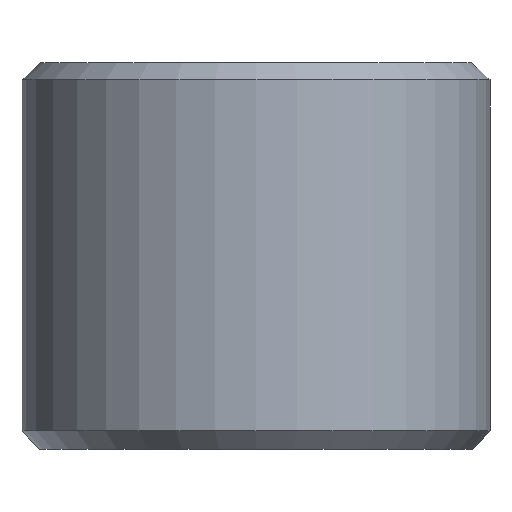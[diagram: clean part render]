
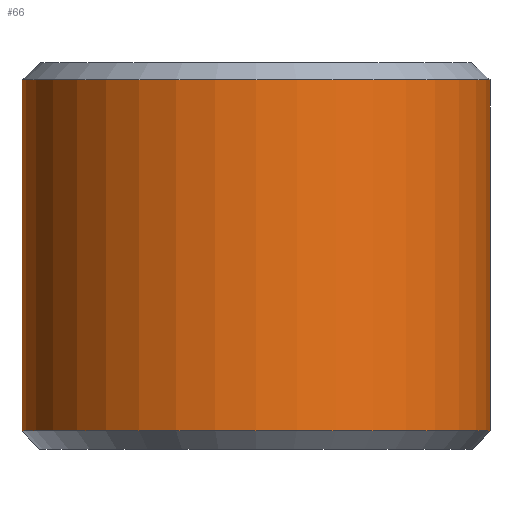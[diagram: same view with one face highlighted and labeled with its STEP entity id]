
A CAD part, front view. The second image highlights one B-rep face of the part: STEP entity #66.
In plain terms, the highlighted cylindrical face has radius 31.75 mm (diameter 63.5 mm), a full revolution.
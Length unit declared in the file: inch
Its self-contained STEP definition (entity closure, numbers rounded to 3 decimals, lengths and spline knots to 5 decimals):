
#17=CYLINDRICAL_SURFACE('',#87,1.25);
#19=FACE_OUTER_BOUND('',#24,.T.);
#24=EDGE_LOOP('',(#53,#54,#55,#56));
#29=LINE('',#126,#32);
#32=VECTOR('',#106,1.25);
#34=CIRCLE('',#85,1.25);
#36=CIRCLE('',#88,1.25);
#38=VERTEX_POINT('',#118);
#40=VERTEX_POINT('',#124);
#42=EDGE_CURVE('',#38,#38,#34,.T.);
#45=EDGE_CURVE('',#40,#40,#36,.T.);
#46=EDGE_CURVE('',#40,#38,#29,.T.);
#53=ORIENTED_EDGE('',*,*,#45,.F.);
#54=ORIENTED_EDGE('',*,*,#46,.T.);
#55=ORIENTED_EDGE('',*,*,#42,.F.);
#56=ORIENTED_EDGE('',*,*,#46,.F.);
#66=ADVANCED_FACE('',(#19),#17,.T.);
#85=AXIS2_PLACEMENT_3D('',#119,#97,#98);
#87=AXIS2_PLACEMENT_3D('',#123,#102,#103);
#88=AXIS2_PLACEMENT_3D('',#125,#104,#105);
#97=DIRECTION('center_axis',(0.,0.,-1.));
#98=DIRECTION('ref_axis',(1.,0.,0.));
#102=DIRECTION('center_axis',(0.,0.,1.));
#103=DIRECTION('ref_axis',(1.,0.,0.));
#104=DIRECTION('center_axis',(0.,0.,1.));
#105=DIRECTION('ref_axis',(1.,0.,0.));
#106=DIRECTION('',(0.,0.,-1.));
#118=CARTESIAN_POINT('',(-1.25,0.,0.1));
#119=CARTESIAN_POINT('Origin',(0.,0.,0.1));
#123=CARTESIAN_POINT('Origin',(0.,0.,0.));
#124=CARTESIAN_POINT('',(-1.25,0.,1.974));
#125=CARTESIAN_POINT('Origin',(0.,0.,1.974));
#126=CARTESIAN_POINT('',(-1.25,0.,0.));
